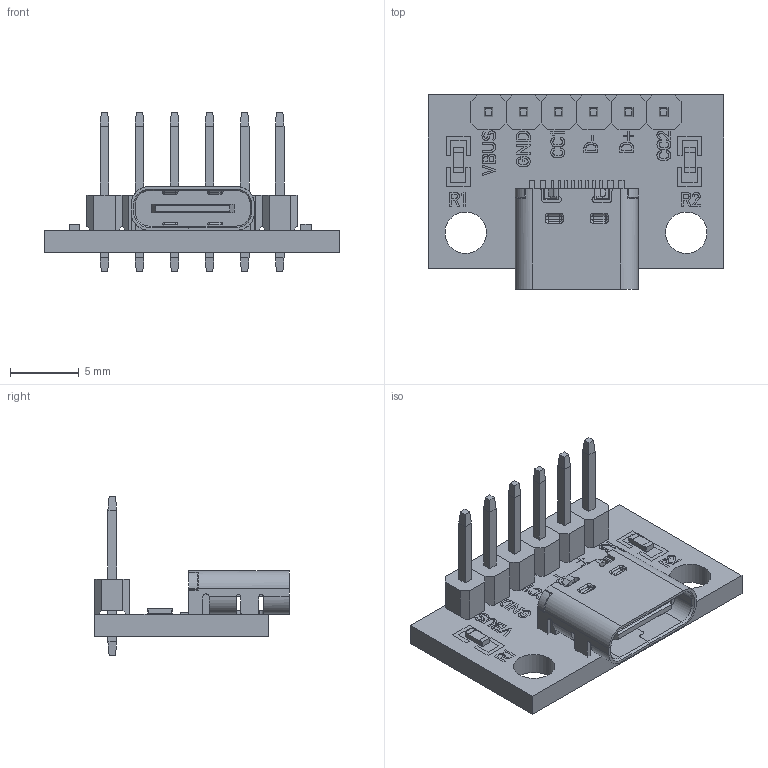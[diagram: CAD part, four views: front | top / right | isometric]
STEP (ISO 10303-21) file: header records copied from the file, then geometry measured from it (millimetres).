
FILE_DESCRIPTION(('HOOPS Exchange Step'),'2;1');
FILE_NAME('temp_export','2025-03-12T15:39:39-04:00',('jason'),('Shapr3D Limited'),'HOOPS Exchange 2024.8','Shapr3D','Authorized');
FILE_SCHEMA( ('AP242_MANAGED_MODEL_BASED_3D_ENGINEERING_MIM_LF {1 0 10303 442 1 1 4}') );
Length unit declared in the file: millimetre
Products named in the file (19): Silk; resistor3 (13); chips and bits (1); Official Raspberry Pi 256GB SSD Kit HAT (1); Resistor (1); resistor3 (12); chips and bits; Official Raspberry Pi 256GB SSD Kit HAT; Resistor; Header 2.54mm 1x6; Pads; ConPins:1; PcbPins:1; Mold:1; Frame:1; HRO_TYPE-C-31-M-12:1; PCB; Type C female breakout board; root
Assembly tree (18 placements, depth 6):
  root
    Type C female breakout board
      Silk
      Resistor (1)
        Official Raspberry Pi 256GB SSD Kit HAT (1)
          chips and bits (1)
            resistor3 (13)
      Resistor
        Official Raspberry Pi 256GB SSD Kit HAT
          chips and bits
            resistor3 (12)
      Header 2.54mm 1x6
      Pads
      HRO_TYPE-C-31-M-12:1
        ConPins:1
        PcbPins:1
        Mold:1
        Frame:1
      PCB
Bounding box: 21.45 x 14.1 x 11.54 mm (x, y, z)
Volume: 607.5 mm3; surface area: 1715.5 mm2
Topology: 73 solids, 73 shells, 2348 faces, 6183 edges, 4016 vertices
Faces by surface type: plane 1250, bspline 832, cylinder 202, sphere 32, torus 26, cone 6
Full cylindrical faces by diameter (mm): 0.5 x2, 1 x12, 2 x12, 3 x2
Entity records: 73784 total; most frequent: CARTESIAN_POINT 20803, ORIENTED_EDGE 12302, DIRECTION 8041, EDGE_CURVE 6151, VERTEX_POINT 4016, VECTOR 4013, LINE 4013, EDGE_LOOP 2471
